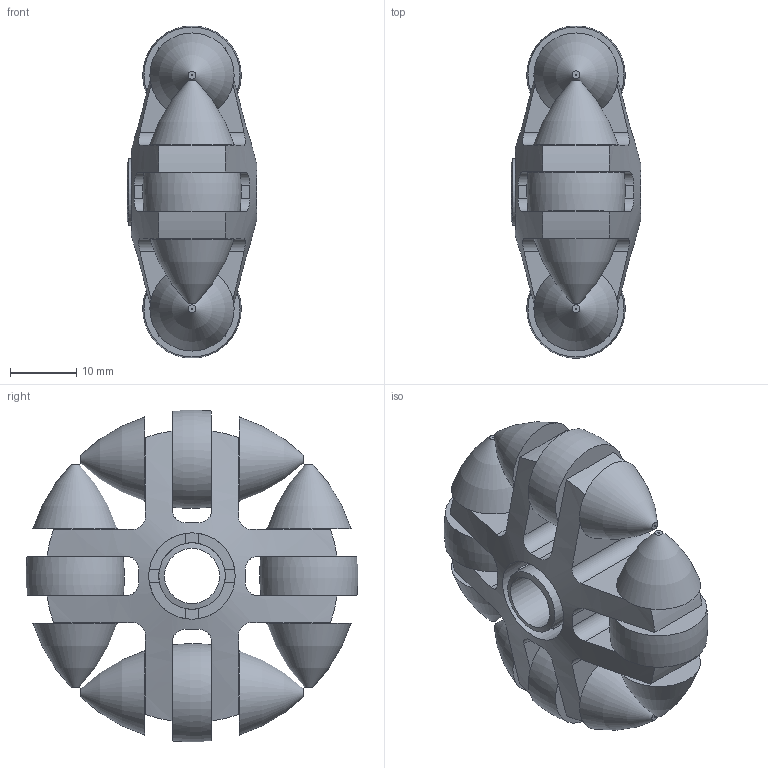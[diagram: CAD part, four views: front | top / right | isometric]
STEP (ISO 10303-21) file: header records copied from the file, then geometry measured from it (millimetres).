
FILE_DESCRIPTION(/* description */ ('Unknown'),/* implementation_level */ '2;1');
FILE_NAME(/* name */ '980-01-00',/* time_stamp */ '2018-01-09T09:00:53+01:00',/* author */ ('Unknown'),/* organization */ ('Unknown'),/* preprocessor_version */ 'ST-DEVELOPER v16.7',/* originating_system */ 'DEX',/* authorisation */ $);
FILE_SCHEMA (('AUTOMOTIVE_DESIGN {1 0 10303 214 3 1 1}'));
Length unit declared in the file: millimetre
Products named in the file (3): 980-01-00; 980-01-01; 980-01-02
Assembly tree (5 placements, depth 2):
  980-01-00
    980-01-01
    980-01-02  x4
Bounding box: 19.5 x 49.96 x 49.96 mm (x, y, z)
Volume: 17629.6 mm3; surface area: 11876.2 mm2
Topology: 5 solids, 5 shells, 118 faces, 279 edges, 185 vertices
Faces by surface type: plane 60, cylinder 43, torus 12, cone 3
Full cylindrical faces by diameter (mm): 0.2 x4, 3.8 x8, 4 x8, 8.3 x1, 10 x1, 13 x1
Entity records: 2692 total; most frequent: CARTESIAN_POINT 648, ORIENTED_EDGE 400, DIRECTION 376, EDGE_CURVE 200, AXIS2_PLACEMENT_3D 152, VERTEX_POINT 144, EDGE_LOOP 124, FACE_BOUND 124
